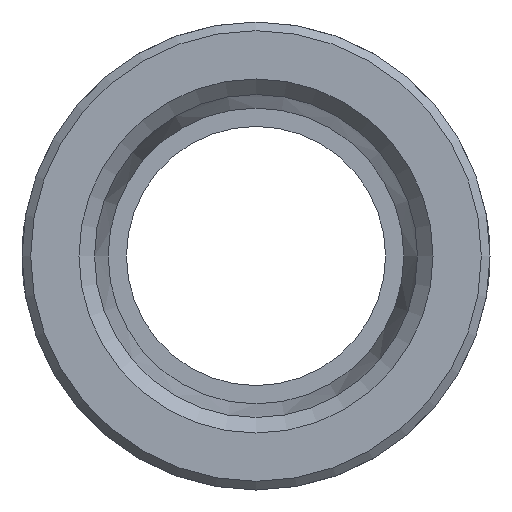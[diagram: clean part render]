
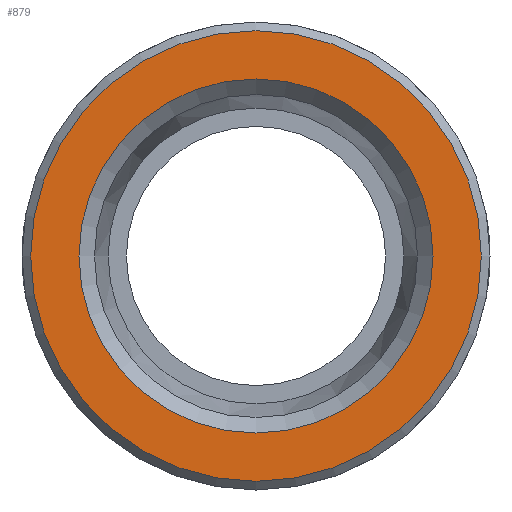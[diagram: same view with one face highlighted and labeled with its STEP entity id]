
A CAD part, front view. The second image highlights one B-rep face of the part: STEP entity #879.
In plain terms, the highlighted planar face has unit normal (0, -1, 0).
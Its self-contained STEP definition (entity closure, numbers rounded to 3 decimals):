
#111=PLANE('',#956);
#148=FACE_BOUND('',#242,.T.);
#168=FACE_OUTER_BOUND('',#241,.T.);
#241=EDGE_LOOP('',(#618));
#242=EDGE_LOOP('',(#619));
#324=CIRCLE('',#953,10.216);
#326=CIRCLE('',#957,13.);
#407=VERTEX_POINT('',#1382);
#409=VERTEX_POINT('',#1388);
#486=EDGE_CURVE('',#407,#407,#324,.T.);
#488=EDGE_CURVE('',#409,#409,#326,.T.);
#618=ORIENTED_EDGE('',*,*,#488,.T.);
#619=ORIENTED_EDGE('',*,*,#486,.F.);
#879=ADVANCED_FACE('',(#168,#148),#111,.T.);
#953=AXIS2_PLACEMENT_3D('',#1383,#1095,#1096);
#956=AXIS2_PLACEMENT_3D('',#1387,#1101,#1102);
#957=AXIS2_PLACEMENT_3D('',#1389,#1103,#1104);
#1095=DIRECTION('center_axis',(0.,-1.,0.));
#1096=DIRECTION('ref_axis',(1.,0.,0.));
#1101=DIRECTION('center_axis',(0.,-1.,0.));
#1102=DIRECTION('ref_axis',(0.,0.,-1.));
#1103=DIRECTION('center_axis',(0.,-1.,0.));
#1104=DIRECTION('ref_axis',(1.,0.,0.));
#1382=CARTESIAN_POINT('',(-10.216,-17.5,0.));
#1383=CARTESIAN_POINT('Origin',(0.,-17.5,0.));
#1387=CARTESIAN_POINT('Origin',(0.,-17.5,0.));
#1388=CARTESIAN_POINT('',(13.,-17.5,0.));
#1389=CARTESIAN_POINT('Origin',(0.,-17.5,0.));
